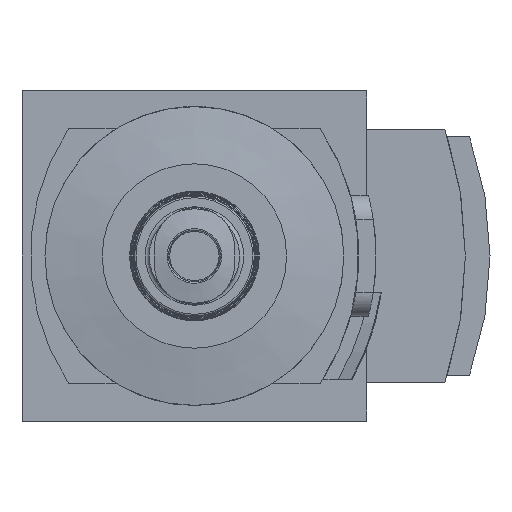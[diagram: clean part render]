
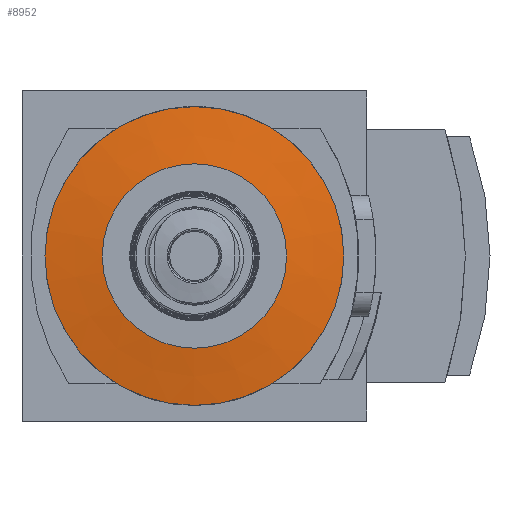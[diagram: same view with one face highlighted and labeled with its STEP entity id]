
A CAD part, front view. The second image highlights one B-rep face of the part: STEP entity #8952.
In plain terms, the highlighted conical face has half-angle 82 degrees and reference radius 18.2 mm.
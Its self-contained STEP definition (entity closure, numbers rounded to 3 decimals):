
#51=CONICAL_SURFACE('',#9467,18.2,1.431);
#2576=ORIENTED_EDGE('',*,*,#4091,.F.);
#2577=ORIENTED_EDGE('',*,*,#4096,.T.);
#4091=EDGE_CURVE('',#4871,#4871,#5168,.T.);
#4096=EDGE_CURVE('',#4876,#4876,#5171,.T.);
#4871=VERTEX_POINT('',#12961);
#4876=VERTEX_POINT('',#12973);
#5168=CIRCLE('',#9463,11.227);
#5171=CIRCLE('',#9468,18.2);
#5431=EDGE_LOOP('',(#2576));
#5432=EDGE_LOOP('',(#2577));
#5883=FACE_BOUND('',#5431,.T.);
#5884=FACE_BOUND('',#5432,.T.);
#8952=ADVANCED_FACE('',(#5883,#5884),#51,.T.);
#9463=AXIS2_PLACEMENT_3D('',#12960,#10742,#10743);
#9467=AXIS2_PLACEMENT_3D('',#12971,#10752,#10753);
#9468=AXIS2_PLACEMENT_3D('',#12972,#10754,#10755);
#10742=DIRECTION('',(0.,-1.,0.));
#10743=DIRECTION('',(0.,0.,-1.));
#10752=DIRECTION('',(0.,1.,0.));
#10753=DIRECTION('',(0.,0.,1.));
#10754=DIRECTION('',(0.,-1.,0.));
#10755=DIRECTION('',(0.,0.,-1.));
#12960=CARTESIAN_POINT('',(0.,-131.2,0.));
#12961=CARTESIAN_POINT('',(0.,-131.2,-11.227));
#12971=CARTESIAN_POINT('',(0.,-130.22,0.));
#12972=CARTESIAN_POINT('',(0.,-130.22,0.));
#12973=CARTESIAN_POINT('',(0.,-130.22,-18.2));
